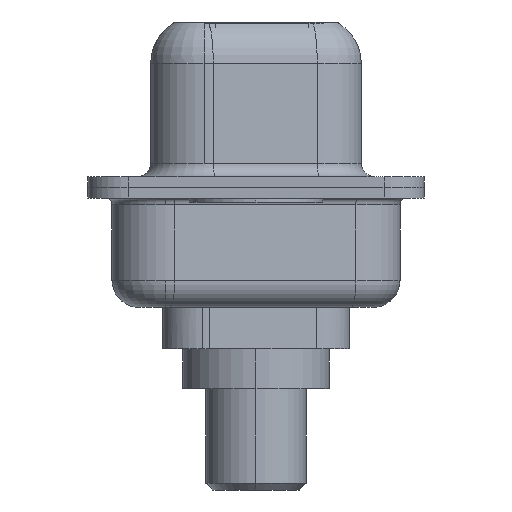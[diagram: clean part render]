
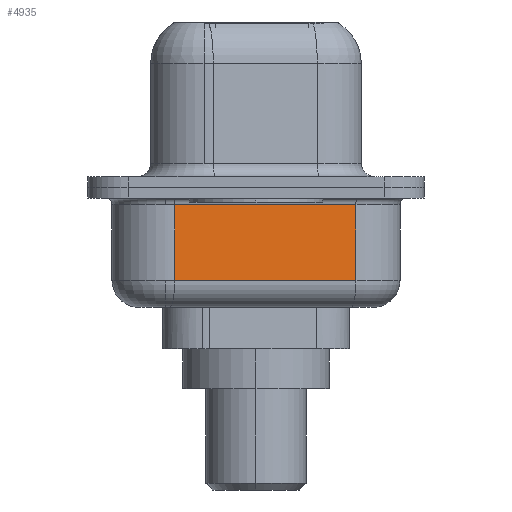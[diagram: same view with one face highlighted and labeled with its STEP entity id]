
A CAD part, left-side view. The second image highlights one B-rep face of the part: STEP entity #4935.
In plain terms, the highlighted planar face has unit normal (-0.985, -0.174, 0).
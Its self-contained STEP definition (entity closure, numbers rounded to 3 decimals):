
#19 = LINE ( 'NONE', #2949, #5549 ) ;
#202 = EDGE_CURVE ( 'NONE', #7250, #11618, #13327, .T. ) ;
#698 = CARTESIAN_POINT ( 'NONE',  ( 2.855, 3.053, -4.5 ) ) ;
#1175 = DIRECTION ( 'NONE',  ( -0.174, 0.985, 0. ) ) ;
#1440 = CARTESIAN_POINT ( 'NONE',  ( 2.855, 3.053, -3.5 ) ) ;
#2461 = ORIENTED_EDGE ( 'NONE', *, *, #6497, .F. ) ;
#2949 = CARTESIAN_POINT ( 'NONE',  ( 2.855, 3.053, -4.5 ) ) ;
#3021 = DIRECTION ( 'NONE',  ( 0.985, 0.174, 0. ) ) ;
#3165 = AXIS2_PLACEMENT_3D ( 'NONE', #698, #3021, #11190 ) ;
#4935 = ADVANCED_FACE ( 'NONE', ( #14162 ), #6533, .F. ) ;
#5453 = CARTESIAN_POINT ( 'NONE',  ( 4.054, -3.747, -0.65 ) ) ;
#5549 = VECTOR ( 'NONE', #11069, 1000. ) ;
#6497 = EDGE_CURVE ( 'NONE', #10751, #11223, #19, .T. ) ;
#6533 = PLANE ( 'NONE',  #3165 ) ;
#6939 = VECTOR ( 'NONE', #1175, 1000. ) ;
#7250 = VERTEX_POINT ( 'NONE', #12294 ) ;
#7304 = CARTESIAN_POINT ( 'NONE',  ( 4.054, -3.747, -4.5 ) ) ;
#7658 = LINE ( 'NONE', #8184, #6939 ) ;
#7891 = VECTOR ( 'NONE', #11411, 1000. ) ;
#8048 = EDGE_CURVE ( 'NONE', #10751, #7250, #14247, .T. ) ;
#8184 = CARTESIAN_POINT ( 'NONE',  ( 2.855, 3.053, -0.65 ) ) ;
#8293 = EDGE_LOOP ( 'NONE', ( #2461, #9734, #12304, #8417 ) ) ;
#8417 = ORIENTED_EDGE ( 'NONE', *, *, #8811, .T. ) ;
#8811 = EDGE_CURVE ( 'NONE', #11618, #11223, #7658, .T. ) ;
#9734 = ORIENTED_EDGE ( 'NONE', *, *, #8048, .T. ) ;
#10751 = VERTEX_POINT ( 'NONE', #1440 ) ;
#11069 = DIRECTION ( 'NONE',  ( 0., 0., 1. ) ) ;
#11190 = DIRECTION ( 'NONE',  ( -0.174, 0.985, 0. ) ) ;
#11223 = VERTEX_POINT ( 'NONE', #15061 ) ;
#11411 = DIRECTION ( 'NONE',  ( 0., 0., 1. ) ) ;
#11618 = VERTEX_POINT ( 'NONE', #5453 ) ;
#12294 = CARTESIAN_POINT ( 'NONE',  ( 4.054, -3.747, -3.5 ) ) ;
#12304 = ORIENTED_EDGE ( 'NONE', *, *, #202, .T. ) ;
#12430 = CARTESIAN_POINT ( 'NONE',  ( 2.855, 3.053, -3.5 ) ) ;
#13327 = LINE ( 'NONE', #7304, #7891 ) ;
#13861 = VECTOR ( 'NONE', #14849, 1000. ) ;
#14162 = FACE_OUTER_BOUND ( 'NONE', #8293, .T. ) ;
#14247 = LINE ( 'NONE', #12430, #13861 ) ;
#14849 = DIRECTION ( 'NONE',  ( 0.174, -0.985, 0. ) ) ;
#15061 = CARTESIAN_POINT ( 'NONE',  ( 2.855, 3.053, -0.65 ) ) ;
